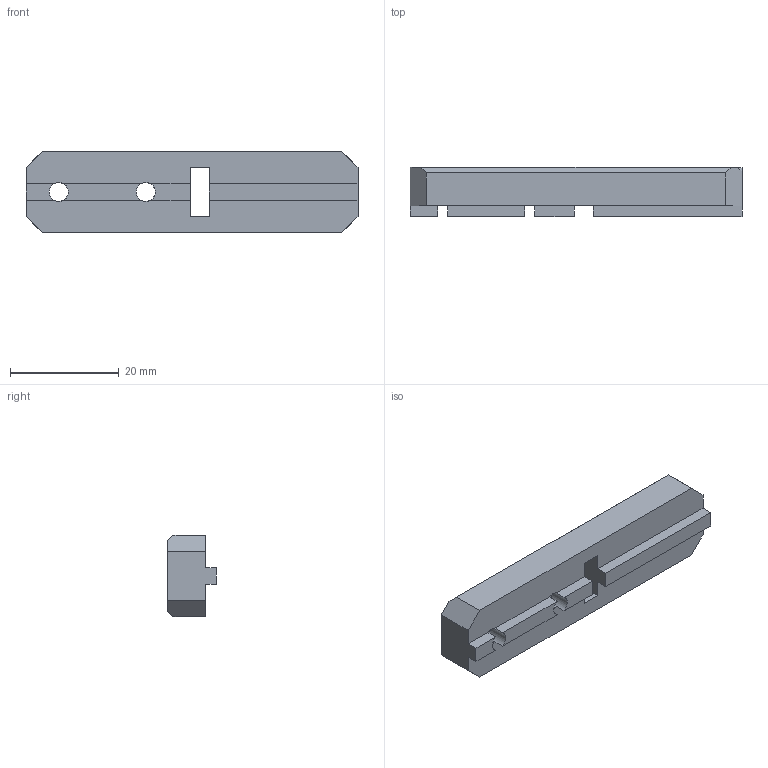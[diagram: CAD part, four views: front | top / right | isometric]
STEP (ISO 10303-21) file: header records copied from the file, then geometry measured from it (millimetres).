
FILE_DESCRIPTION (( 'STEP AP214' ), '1' );
FILE_NAME ('Servo_Mount_M3_Nuts_In_Frame_v1.STEP', '2021-09-30T02:03:04', ( '' ), ( '' ), 'SwSTEP 2.0', 'SolidWorks 2020', '' );
FILE_SCHEMA (( 'AUTOMOTIVE_DESIGN' ));
Length unit declared in the file: millimetre
Products named in the file (1): Servo_Mount_M3_Nuts_In_Frame_v1
Bounding box: 61 x 9 x 15 mm (x, y, z)
Volume: 5258.9 mm3; surface area: 3668 mm2
Topology: 1 solids, 1 shells, 137 faces, 394 edges, 264 vertices
Faces by surface type: plane 76, bspline 48, cylinder 13
Entity records: 4772 total; most frequent: CARTESIAN_POINT 1420, ORIENTED_EDGE 788, DIRECTION 512, EDGE_CURVE 394, VECTOR 264, LINE 264, VERTEX_POINT 264, EDGE_LOOP 150
